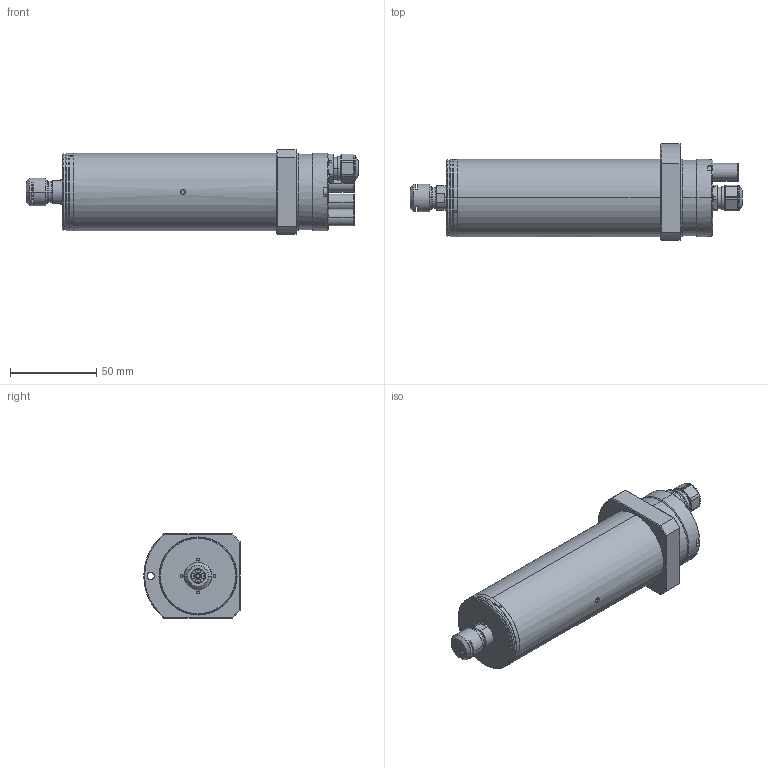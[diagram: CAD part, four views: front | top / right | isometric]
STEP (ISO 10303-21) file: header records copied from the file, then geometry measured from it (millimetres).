
FILE_DESCRIPTION (( 'STEP AP203' ), '1' );
FILE_NAME ('045S80F-01-.STEP', '2014-03-26T13:12:17', ( '' ), ( '' ), 'SwSTEP 2.0', 'SolidWorks 2014', '' );
FILE_SCHEMA (( 'CONFIG_CONTROL_DESIGN' ));
Length unit declared in the file: millimetre
Products named in the file (1): 045S80F-01-
Bounding box: 192.79 x 56 x 49 mm (x, y, z)
Surface area: 36324.3 mm2 (no closed solid volume)
Topology: 0 solids, 30 shells, 312 faces, 1039 edges, 751 vertices
Faces by surface type: plane 137, cylinder 107, cone 48, torus 20
Entity records: 11938 total; most frequent: CARTESIAN_POINT 2818, DIRECTION 1970, ORIENTED_EDGE 1626, EDGE_CURVE 1033, VERTEX_POINT 751, AXIS2_PLACEMENT_3D 733, VECTOR 504, LINE 504
